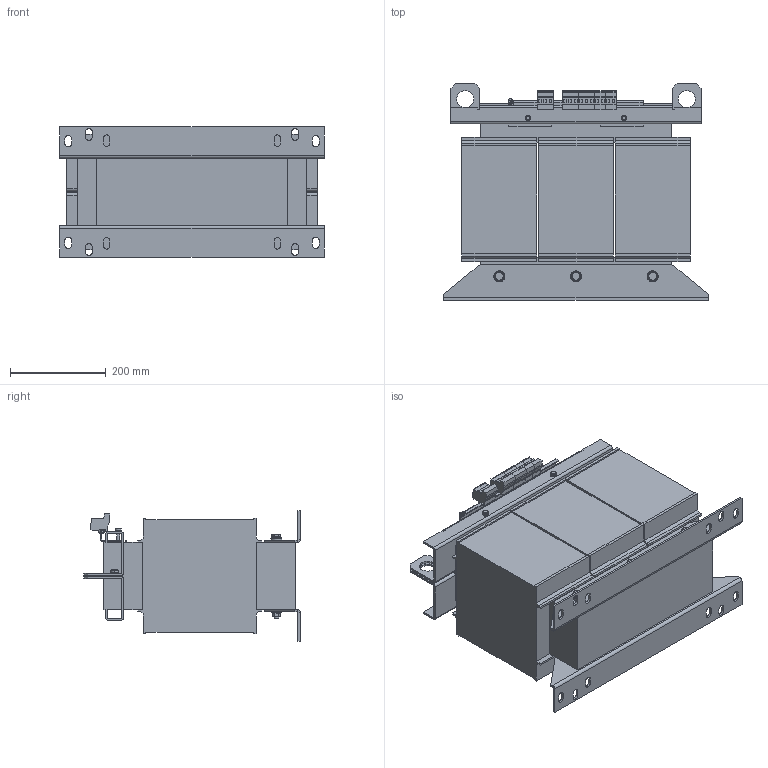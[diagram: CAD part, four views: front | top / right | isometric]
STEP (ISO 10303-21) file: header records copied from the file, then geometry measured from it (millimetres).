
FILE_DESCRIPTION (( 'STEP AP214' ), '1' );
FILE_NAME ('203445.STEP', '2020-05-28T18:52:05', ( '' ), ( '' ), 'SwSTEP 2.0', 'SolidWorks 2018', '' );
FILE_SCHEMA (( 'AUTOMOTIVE_DESIGN' ));
Length unit declared in the file: millimetre
Products named in the file (1): 203445
Bounding box: 552 x 452 x 272 mm (x, y, z)
Volume: 36528642.1 mm3; surface area: 1498518.6 mm2
Topology: 1 solids, 1 shells, 916 faces, 2265 edges, 1402 vertices
Faces by surface type: plane 626, cylinder 176, cone 56, torus 32, bspline 18, sphere 8
Entity records: 27712 total; most frequent: CARTESIAN_POINT 5910, ORIENTED_EDGE 4526, DIRECTION 4416, EDGE_CURVE 2263, VECTOR 1612, LINE 1612, VERTEX_POINT 1402, AXIS2_PLACEMENT_3D 1402
